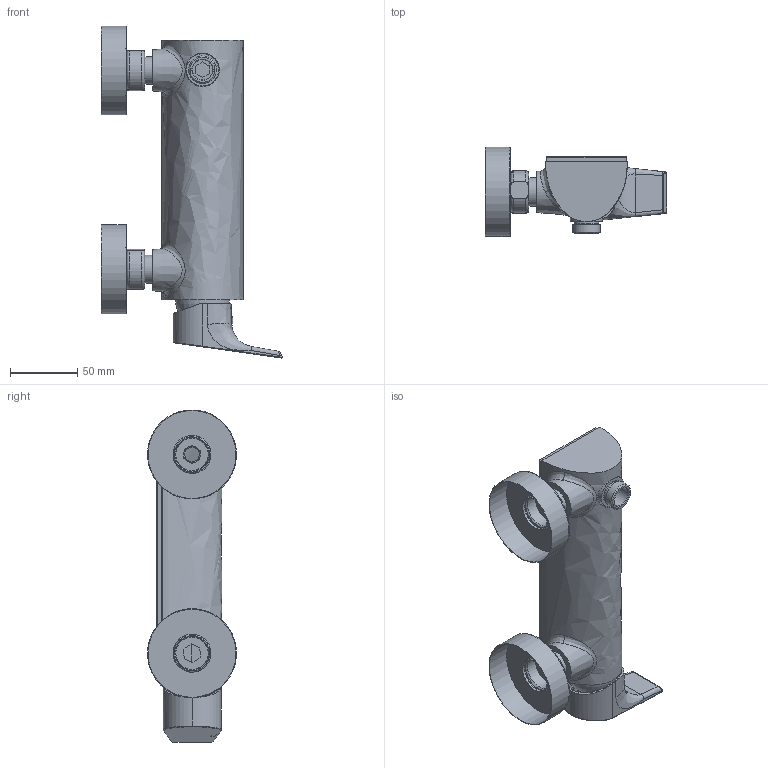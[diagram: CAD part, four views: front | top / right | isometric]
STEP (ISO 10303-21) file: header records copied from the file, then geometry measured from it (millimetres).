
FILE_DESCRIPTION (( 'STEP AP203' ), '1' );
FILE_NAME ('21DP02408.STEP', '2021-03-22T09:09:09', ( '' ), ( '' ), 'SwSTEP 2.0', 'SolidWorks 2018', '' );
FILE_SCHEMA (( 'CONFIG_CONTROL_DESIGN' ));
Length unit declared in the file: millimetre
Products named in the file (1): 21DP02408
Bounding box: 135.18 x 66.31 x 247.67 mm (x, y, z)
Volume: 225156.7 mm3; surface area: 175609 mm2
Topology: 12 solids, 12 shells, 455 faces, 1115 edges, 725 vertices
Faces by surface type: plane 192, cylinder 143, cone 63, bspline 39, torus 15, sphere 3
Full cylindrical faces by diameter (mm): 5.1 x2, 6.8 x1, 8 x2, 9.5 x1, 10 x1, 11 x1, 12.6 x1, 13.6 x1, 15 x5, 16.2 x2, 18 x2, 18.2 x2, 18.3 x2, 18.5 x2, 19 x1, 20 x2, 20.5 x2, 20.65 x2, 20.8 x2, 21 x2, 21.5 x1, 24 x3, 24.5 x2, 25 x1, 25.6 x2, 26.4 x2, 31 x1, 35.2 x1, 35.8 x2, 37 x1
Entity records: 20920 total; most frequent: CARTESIAN_POINT 11380, ORIENTED_EDGE 1954, DIRECTION 1731, EDGE_CURVE 977, VERTEX_POINT 687, AXIS2_PLACEMENT_3D 659, EDGE_LOOP 622, FACE_OUTER_BOUND 526
